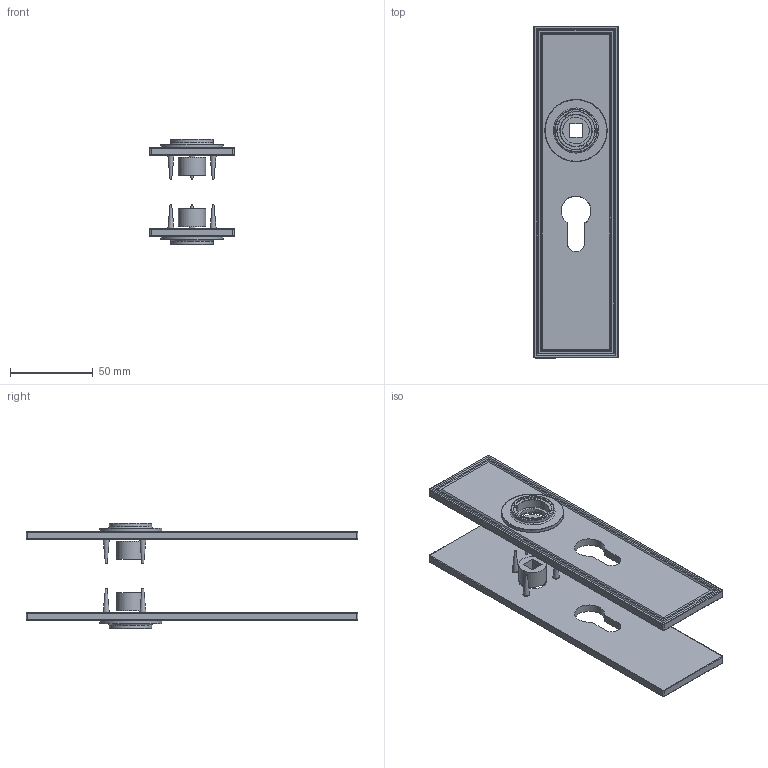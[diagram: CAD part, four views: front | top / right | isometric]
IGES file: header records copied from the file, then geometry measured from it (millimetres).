
Global section: file name: P8031; native system: Autodesk Inventor 2018; preprocessor: unknown; author: adaniels; date: 20190708.084213; units: millimetre
Bounding box: 50.8 x 200 x 63.52 mm (x, y, z)
Volume: 95763.4 mm3; surface area: 57593.4 mm2
Topology: 14 solids, 14 shells, 280 faces, 696 edges, 458 vertices
Faces by surface type: bspline 280
